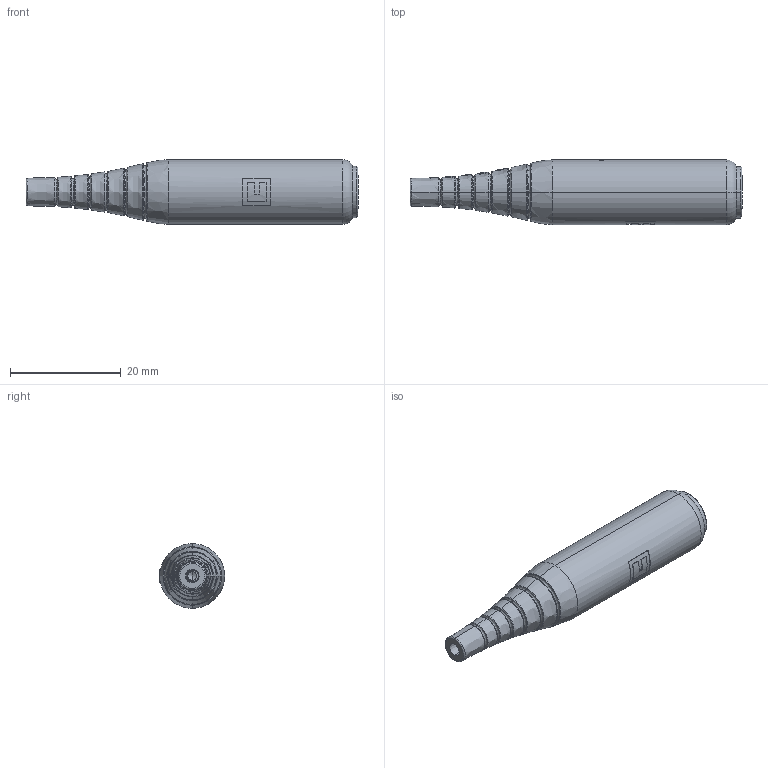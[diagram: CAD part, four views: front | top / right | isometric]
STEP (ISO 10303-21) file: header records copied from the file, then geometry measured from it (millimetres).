
FILE_DESCRIPTION (( 'STEP AP203' ), '1' );
FILE_NAME ('55-00491.STEP', '2026-02-19T17:41:25', ( '' ), ( '' ), 'SwSTEP 2.0', 'SolidWorks 2025', '' );
FILE_SCHEMA (( 'CONFIG_CONTROL_DESIGN' ));
Length unit declared in the file: millimetre
Products named in the file (10): H685-25-93(2); 50-01103__; 50-01103; 50-01103_sleeve; 50-01103____2; 50-01103______1; 56-00047; 56-00048; 55-00491; 50-01103_center pin_Center pin
Assembly tree (9 placements, depth 4):
  55-00491
    50-01103
      H685-25-93(2)
        50-01103_sleeve
        50-01103_center pin_Center pin
        50-01103____2
        50-01103______1
        50-01103__
    56-00047
    56-00048
Bounding box: 60 x 11.8 x 11.7 mm (x, y, z)
Volume: 3135.6 mm3; surface area: 6627.2 mm2
Topology: 22 solids, 22 shells, 640 faces, 1663 edges, 1054 vertices
Faces by surface type: plane 217, bspline 204, cylinder 123, cone 74, torus 22
Entity records: 28614 total; most frequent: CARTESIAN_POINT 13591, ORIENTED_EDGE 3314, DIRECTION 2380, EDGE_CURVE 1657, VERTEX_POINT 1054, AXIS2_PLACEMENT_3D 924, EDGE_LOOP 669, FACE_OUTER_BOUND 640
